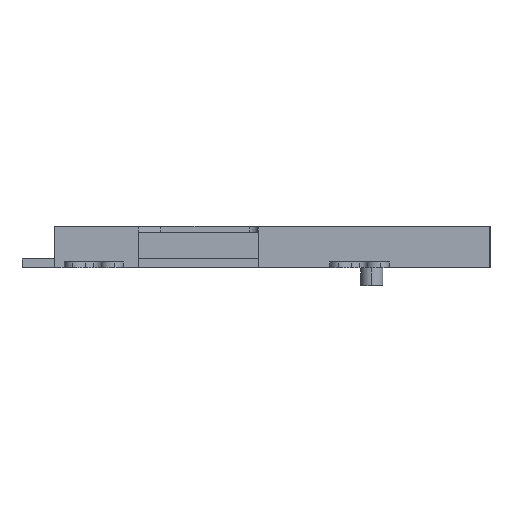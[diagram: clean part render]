
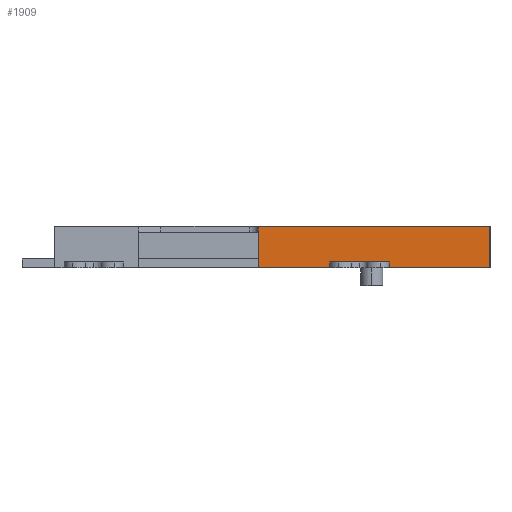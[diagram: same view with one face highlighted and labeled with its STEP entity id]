
A CAD part, left-side view. The second image highlights one B-rep face of the part: STEP entity #1909.
In plain terms, the highlighted free-form (B-spline) face has degree [1, 1] with [2, 2] control points.
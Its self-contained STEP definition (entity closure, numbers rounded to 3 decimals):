
#1763=(
BOUNDED_SURFACE()
B_SPLINE_SURFACE(1,1,((#1764,#1765),(#1766,#1767)),.UNSPECIFIED.,.F.,.F.,.F.)
B_SPLINE_SURFACE_WITH_KNOTS((2,2),(2,2),(0.000,1.000),(0.000,1.000),.UNSPECIFIED.)
GEOMETRIC_REPRESENTATION_ITEM()
RATIONAL_B_SPLINE_SURFACE(((1.,1.),(1.,1.)))
REPRESENTATION_ITEM('')
SURFACE()
);
#1764=CARTESIAN_POINT('',(-7.525,-7.375,1.4));
#1765=CARTESIAN_POINT('',(-7.525,-7.375,0.));
#1766=CARTESIAN_POINT('',(-7.525,7.375,1.4));
#1767=CARTESIAN_POINT('',(-7.525,7.375,0.));
#1844=CARTESIAN_POINT('',(-7.525,-1.955,0.));
#1845=VERTEX_POINT('',#1844);
#1846=(
BOUNDED_CURVE()
B_SPLINE_CURVE(1,(#1847,#1848),.UNSPECIFIED.,.F.,.F.)
B_SPLINE_CURVE_WITH_KNOTS((2,2),(0.000,1.000),.UNSPECIFIED.)
CURVE()
GEOMETRIC_REPRESENTATION_ITEM()
RATIONAL_B_SPLINE_CURVE((1.,1.))
REPRESENTATION_ITEM('')
);
#1847=CARTESIAN_POINT('',(-7.525,-1.955,0.));
#1848=CARTESIAN_POINT('',(-7.525,0.475,0.));
#1849=CARTESIAN_POINT('',(-7.525,0.475,0.));
#1850=VERTEX_POINT('',#1849);
#1851=EDGE_CURVE('',#1845,#1850,#1846,.T.);
#1852=ORIENTED_EDGE('',*,*,#1851,.T.);
#1853=(
BOUNDED_CURVE()
B_SPLINE_CURVE(1,(#1854,#1855),.UNSPECIFIED.,.F.,.F.)
B_SPLINE_CURVE_WITH_KNOTS((2,2),(0.000,1.000),.UNSPECIFIED.)
CURVE()
GEOMETRIC_REPRESENTATION_ITEM()
RATIONAL_B_SPLINE_CURVE((1.,1.))
REPRESENTATION_ITEM('')
);
#1854=CARTESIAN_POINT('',(-7.525,0.475,0.));
#1855=CARTESIAN_POINT('',(-7.525,0.475,1.2));
#1856=CARTESIAN_POINT('',(-7.525,0.475,1.2));
#1857=VERTEX_POINT('',#1856);
#1858=EDGE_CURVE('',#1850,#1857,#1853,.T.);
#1859=ORIENTED_EDGE('',*,*,#1858,.T.);
#1860=(
BOUNDED_CURVE()
B_SPLINE_CURVE(1,(#1861,#1862),.UNSPECIFIED.,.F.,.F.)
B_SPLINE_CURVE_WITH_KNOTS((2,2),(0.000,1.000),.UNSPECIFIED.)
CURVE()
GEOMETRIC_REPRESENTATION_ITEM()
RATIONAL_B_SPLINE_CURVE((1.,1.))
REPRESENTATION_ITEM('')
);
#1861=CARTESIAN_POINT('',(-7.525,0.475,1.2));
#1862=CARTESIAN_POINT('',(-7.525,0.475,1.4));
#1863=CARTESIAN_POINT('',(-7.525,0.475,1.4));
#1864=VERTEX_POINT('',#1863);
#1865=EDGE_CURVE('',#1857,#1864,#1860,.T.);
#1866=ORIENTED_EDGE('',*,*,#1865,.T.);
#1867=(
BOUNDED_CURVE()
B_SPLINE_CURVE(1,(#1868,#1869),.UNSPECIFIED.,.F.,.F.)
B_SPLINE_CURVE_WITH_KNOTS((2,2),(0.000,1.000),.UNSPECIFIED.)
CURVE()
GEOMETRIC_REPRESENTATION_ITEM()
RATIONAL_B_SPLINE_CURVE((1.,1.))
REPRESENTATION_ITEM('')
);
#1868=CARTESIAN_POINT('',(-7.525,0.475,1.4));
#1869=CARTESIAN_POINT('',(-7.525,-7.375,1.4));
#1870=CARTESIAN_POINT('',(-7.525,-7.375,1.4));
#1871=VERTEX_POINT('',#1870);
#1872=EDGE_CURVE('',#1864,#1871,#1867,.T.);
#1873=ORIENTED_EDGE('',*,*,#1872,.T.);
#1874=(
BOUNDED_CURVE()
B_SPLINE_CURVE(1,(#1875,#1876),.UNSPECIFIED.,.F.,.F.)
B_SPLINE_CURVE_WITH_KNOTS((2,2),(0.000,1.000),.UNSPECIFIED.)
CURVE()
GEOMETRIC_REPRESENTATION_ITEM()
RATIONAL_B_SPLINE_CURVE((1.,1.))
REPRESENTATION_ITEM('')
);
#1875=CARTESIAN_POINT('',(-7.525,-7.375,1.4));
#1876=CARTESIAN_POINT('',(-7.525,-7.375,0.));
#1877=CARTESIAN_POINT('',(-7.525,-7.375,0.));
#1878=VERTEX_POINT('',#1877);
#1879=EDGE_CURVE('',#1871,#1878,#1874,.T.);
#1880=ORIENTED_EDGE('',*,*,#1879,.T.);
#1881=(
BOUNDED_CURVE()
B_SPLINE_CURVE(1,(#1882,#1883),.UNSPECIFIED.,.F.,.F.)
B_SPLINE_CURVE_WITH_KNOTS((2,2),(0.000,1.000),.UNSPECIFIED.)
CURVE()
GEOMETRIC_REPRESENTATION_ITEM()
RATIONAL_B_SPLINE_CURVE((1.,1.))
REPRESENTATION_ITEM('')
);
#1882=CARTESIAN_POINT('',(-7.525,-7.375,0.));
#1883=CARTESIAN_POINT('',(-7.525,-3.955,0.));
#1884=CARTESIAN_POINT('',(-7.525,-3.955,0.));
#1885=VERTEX_POINT('',#1884);
#1886=EDGE_CURVE('',#1878,#1885,#1881,.T.);
#1887=ORIENTED_EDGE('',*,*,#1886,.T.);
#1888=(
BOUNDED_CURVE()
B_SPLINE_CURVE(1,(#1889,#1890),.UNSPECIFIED.,.F.,.F.)
B_SPLINE_CURVE_WITH_KNOTS((2,2),(0.000,1.000),.UNSPECIFIED.)
CURVE()
GEOMETRIC_REPRESENTATION_ITEM()
RATIONAL_B_SPLINE_CURVE((1.,1.))
REPRESENTATION_ITEM('')
);
#1889=CARTESIAN_POINT('',(-7.525,-3.955,0.));
#1890=CARTESIAN_POINT('',(-7.525,-3.955,0.2));
#1891=CARTESIAN_POINT('',(-7.525,-3.955,0.2));
#1892=VERTEX_POINT('',#1891);
#1893=EDGE_CURVE('',#1885,#1892,#1888,.T.);
#1894=ORIENTED_EDGE('',*,*,#1893,.T.);
#1895=(
BOUNDED_CURVE()
B_SPLINE_CURVE(1,(#1896,#1897),.UNSPECIFIED.,.F.,.F.)
B_SPLINE_CURVE_WITH_KNOTS((2,2),(0.000,1.000),.UNSPECIFIED.)
CURVE()
GEOMETRIC_REPRESENTATION_ITEM()
RATIONAL_B_SPLINE_CURVE((1.,1.))
REPRESENTATION_ITEM('')
);
#1896=CARTESIAN_POINT('',(-7.525,-3.955,0.2));
#1897=CARTESIAN_POINT('',(-7.525,-1.955,0.2));
#1898=CARTESIAN_POINT('',(-7.525,-1.955,0.2));
#1899=VERTEX_POINT('',#1898);
#1900=EDGE_CURVE('',#1892,#1899,#1895,.T.);
#1901=ORIENTED_EDGE('',*,*,#1900,.T.);
#1902=(
BOUNDED_CURVE()
B_SPLINE_CURVE(1,(#1903,#1904),.UNSPECIFIED.,.F.,.F.)
B_SPLINE_CURVE_WITH_KNOTS((2,2),(0.000,1.000),.UNSPECIFIED.)
CURVE()
GEOMETRIC_REPRESENTATION_ITEM()
RATIONAL_B_SPLINE_CURVE((1.,1.))
REPRESENTATION_ITEM('')
);
#1903=CARTESIAN_POINT('',(-7.525,-1.955,0.2));
#1904=CARTESIAN_POINT('',(-7.525,-1.955,0.));
#1905=EDGE_CURVE('',#1899,#1845,#1902,.T.);
#1906=ORIENTED_EDGE('',*,*,#1905,.T.);
#1907=EDGE_LOOP('',(#1852,#1859,#1866,#1873,#1880,#1887,#1894,#1901,#1906));
#1908=FACE_OUTER_BOUND('',#1907,.T.);
#1909=ADVANCED_FACE('',(#1908),#1763,.T.);
